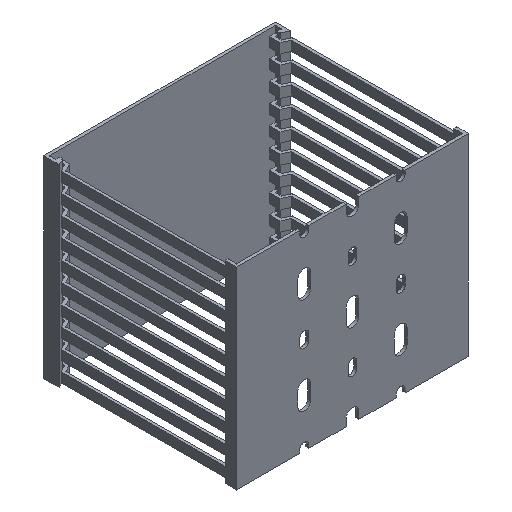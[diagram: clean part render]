
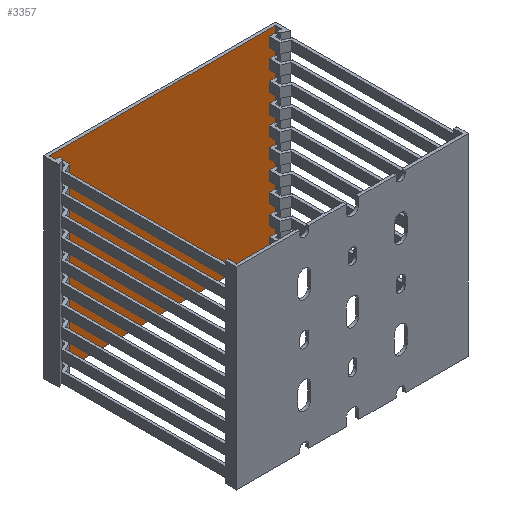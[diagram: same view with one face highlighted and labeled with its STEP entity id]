
A CAD part, isometric view. The second image highlights one B-rep face of the part: STEP entity #3357.
In plain terms, the highlighted planar face has unit normal (0, -1, 0).
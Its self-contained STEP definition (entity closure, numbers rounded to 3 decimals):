
#36 = VECTOR ( 'NONE', #9216, 1000. ) ;
#44 = VECTOR ( 'NONE', #722, 1000. ) ;
#67 = DIRECTION ( 'NONE',  ( 0., -1., 0. ) ) ;
#139 = VERTEX_POINT ( 'NONE', #2496 ) ;
#521 = EDGE_CURVE ( 'NONE', #8978, #7676, #7693, .T. ) ;
#722 = DIRECTION ( 'NONE',  ( 0., 0., 1. ) ) ;
#1246 = ORIENTED_EDGE ( 'NONE', *, *, #521, .T. ) ;
#1351 = CARTESIAN_POINT ( 'NONE',  ( 58.5, 98.5, -100. ) ) ;
#1420 = CARTESIAN_POINT ( 'NONE',  ( 58.5, 98.5, 0. ) ) ;
#1455 = DIRECTION ( 'NONE',  ( 0., 0., 1. ) ) ;
#1809 = PLANE ( 'NONE',  #3707 ) ;
#2229 = CARTESIAN_POINT ( 'NONE',  ( -58.5, 98.5, -100. ) ) ;
#2496 = CARTESIAN_POINT ( 'NONE',  ( -58.5, 98.5, 0. ) ) ;
#2621 = CARTESIAN_POINT ( 'NONE',  ( 58.5, 98.5, -100. ) ) ;
#2705 = EDGE_CURVE ( 'NONE', #7676, #6222, #4290, .T. ) ;
#3357 = ADVANCED_FACE ( 'NONE', ( #4704 ), #1809, .T. ) ;
#3707 = AXIS2_PLACEMENT_3D ( 'NONE', #2229, #67, #5787 ) ;
#3803 = EDGE_LOOP ( 'NONE', ( #8513, #6015, #1246, #6140 ) ) ;
#4290 = LINE ( 'NONE', #1351, #44 ) ;
#4323 = CARTESIAN_POINT ( 'NONE',  ( -58.5, 98.5, -100. ) ) ;
#4469 = DIRECTION ( 'NONE',  ( 1., 0., 0. ) ) ;
#4704 = FACE_OUTER_BOUND ( 'NONE', #3803, .T. ) ;
#4882 = CARTESIAN_POINT ( 'NONE',  ( -58.5, 98.5, -100. ) ) ;
#4942 = EDGE_CURVE ( 'NONE', #8978, #139, #8780, .T. ) ;
#5091 = VECTOR ( 'NONE', #1455, 1000. ) ;
#5787 = DIRECTION ( 'NONE',  ( 0., 0., -1. ) ) ;
#5824 = EDGE_CURVE ( 'NONE', #139, #6222, #7940, .T. ) ;
#5898 = CARTESIAN_POINT ( 'NONE',  ( -58.5, 98.5, 0. ) ) ;
#6015 = ORIENTED_EDGE ( 'NONE', *, *, #4942, .F. ) ;
#6140 = ORIENTED_EDGE ( 'NONE', *, *, #2705, .T. ) ;
#6222 = VERTEX_POINT ( 'NONE', #1420 ) ;
#6325 = VECTOR ( 'NONE', #4469, 1000. ) ;
#7676 = VERTEX_POINT ( 'NONE', #2621 ) ;
#7693 = LINE ( 'NONE', #4882, #36 ) ;
#7940 = LINE ( 'NONE', #5898, #6325 ) ;
#8513 = ORIENTED_EDGE ( 'NONE', *, *, #5824, .F. ) ;
#8780 = LINE ( 'NONE', #9399, #5091 ) ;
#8978 = VERTEX_POINT ( 'NONE', #4323 ) ;
#9216 = DIRECTION ( 'NONE',  ( 1., 0., 0. ) ) ;
#9399 = CARTESIAN_POINT ( 'NONE',  ( -58.5, 98.5, -100. ) ) ;
